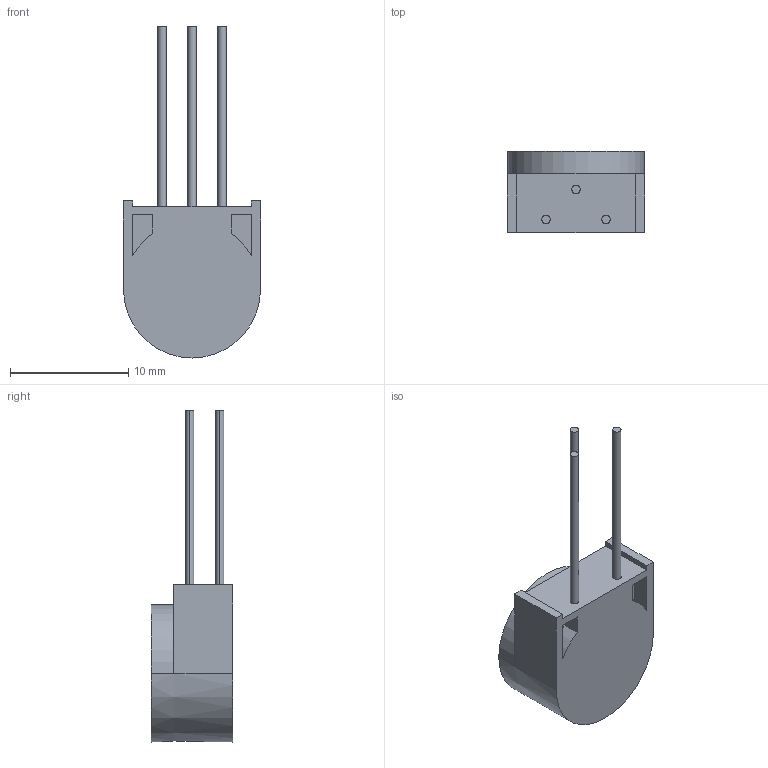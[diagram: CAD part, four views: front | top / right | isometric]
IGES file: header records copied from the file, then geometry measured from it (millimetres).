
Start section:  PTC IGES file: 3345W.igs
Global section: file name: 3345W.igs; native system: Creo Parametric by Parametric Technology Corporation; preprocessor: 2012230; author: MaxM; organization: Unknown; date: 20130802.150942; units: inch
Bounding box: 11.58 x 6.88 x 28.07 mm (x, y, z)
Surface area: 893.6 mm2 (no closed solid volume)
Topology: 0 solids, 0 shells, 464 faces, 2618 edges, 2618 vertices
Faces by surface type: bspline 436, revolution 27, extrusion 1
